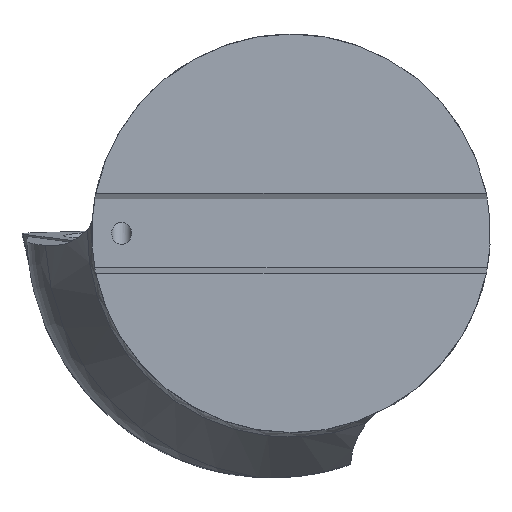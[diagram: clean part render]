
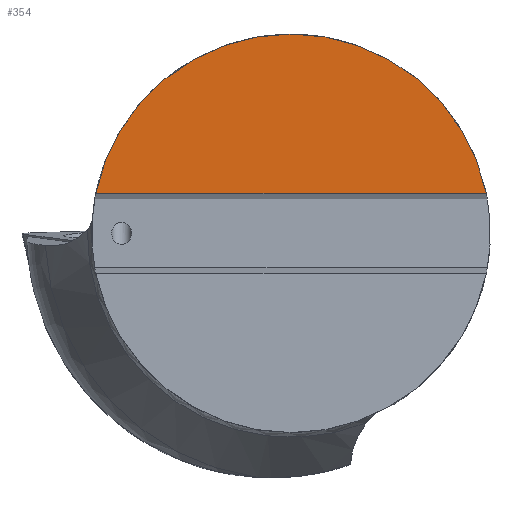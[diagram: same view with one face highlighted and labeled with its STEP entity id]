
A CAD part, top view. The second image highlights one B-rep face of the part: STEP entity #354.
In plain terms, the highlighted planar face has unit normal (0, 0, 1).
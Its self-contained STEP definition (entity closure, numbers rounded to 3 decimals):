
#354=ADVANCED_FACE('240[2]',(#853),#854,.T.);
#417=EDGE_CURVE('240[2]',#773,#940,#941,.T.);
#555=EDGE_CURVE('240[2]',#773,#940,#1108,.T.);
#773=VERTEX_POINT('',#1453);
#853=FACE_OUTER_BOUND('',#1648,.T.);
#854=PLANE('',#1649);
#940=VERTEX_POINT('',#1832);
#941=CIRCLE('',#1833,20.0);
#1108=LINE('',#2296,#2297);
#1453=CARTESIAN_POINT('',(-19.596,4.,0.));
#1648=EDGE_LOOP('',(#2686,#2687));
#1649=AXIS2_PLACEMENT_3D('',#2688,#2689,#2690);
#1832=CARTESIAN_POINT('',(19.596,4.0,0.));
#1833=AXIS2_PLACEMENT_3D('',#2805,#2806,#2807);
#2296=CARTESIAN_POINT('',(-17.756,4.0,0.));
#2297=VECTOR('',#2965,1.0);
#2686=ORIENTED_EDGE('',*,*,#555,.T.);
#2687=ORIENTED_EDGE('',*,*,#417,.F.);
#2688=CARTESIAN_POINT('',(-8.5,0.,0.));
#2689=DIRECTION('',(0.,0.,1.0));
#2690=DIRECTION('',(0.,-1.0,0.));
#2805=CARTESIAN_POINT('',(0.0,0.0,0.0));
#2806=DIRECTION('',(0.,0.,-1.0));
#2807=DIRECTION('',(0.,1.0,0.));
#2965=DIRECTION('',(1.0,0.,0.));
